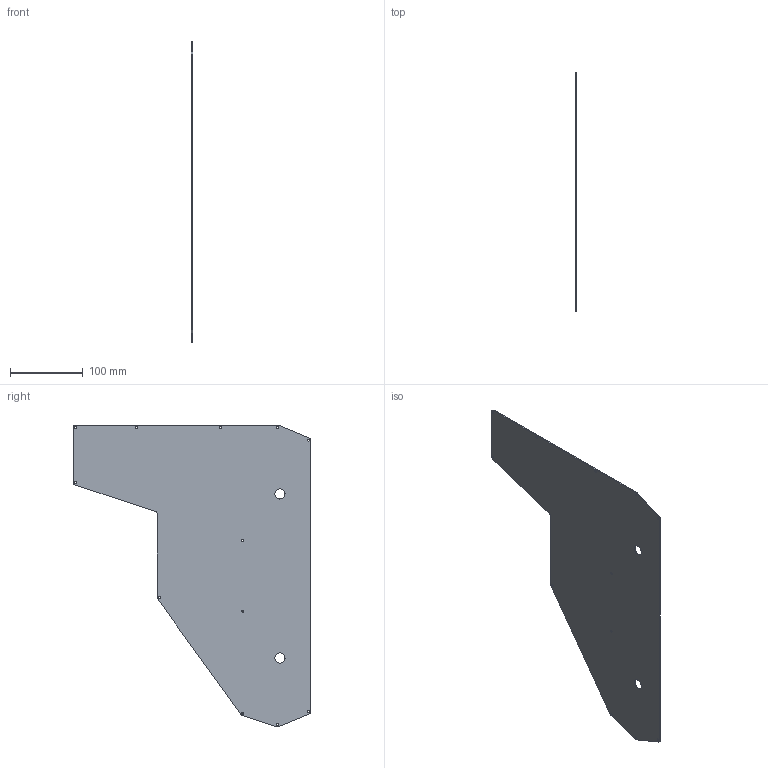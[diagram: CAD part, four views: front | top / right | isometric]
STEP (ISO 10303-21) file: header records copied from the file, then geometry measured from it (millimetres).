
FILE_DESCRIPTION(/* description */ (''),/* implementation_level */ '2;1');
FILE_NAME(/* name */ 'centerstage design acrylic siding.stp',/* time_stamp */ '2024-08-01T11:47:49-04:00',/* author */ ('Preston'),/* organization */ (''),/* preprocessor_version */ 'ST-DEVELOPER v19.2',/* originating_system */ 'Autodesk Inventor 2024',/* authorisation */ '');
FILE_SCHEMA (('AUTOMOTIVE_DESIGN { 1 0 10303 214 3 1 1 }'));
Length unit declared in the file: inch
Products named in the file (1): centerstage design acrylic siding
Bounding box: 1.59 x 325.6 x 413.81 mm (x, y, z)
Volume: 136410.1 mm3; surface area: 174264.4 mm2
Topology: 1 solids, 1 shells, 34 faces, 136 edges, 133 vertices
Faces by surface type: cylinder 23, plane 11
Full cylindrical faces by diameter (mm): 2.54 x1, 2.794 x6, 3.048 x5, 13.97 x2
Entity records: 1438 total; most frequent: CARTESIAN_POINT 274, DIRECTION 260, ORIENTED_EDGE 192, AXIS2_PLACEMENT_3D 105, EDGE_CURVE 96, CIRCLE 70, VERTEX_POINT 64, EDGE_LOOP 62
